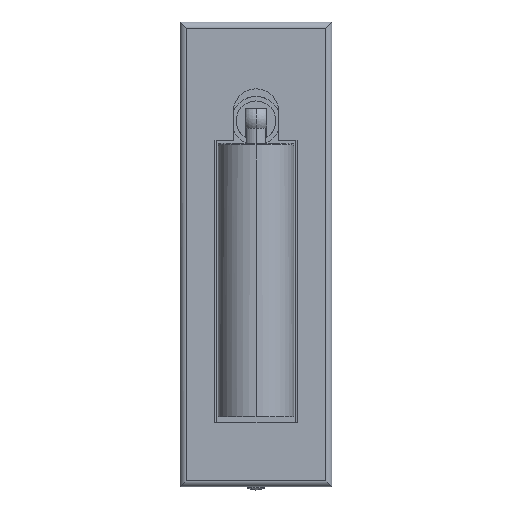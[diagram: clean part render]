
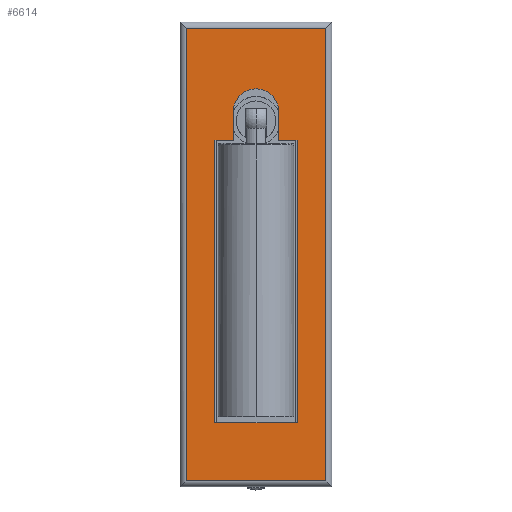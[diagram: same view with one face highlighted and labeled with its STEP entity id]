
A CAD part, top view. The second image highlights one B-rep face of the part: STEP entity #6614.
In plain terms, the highlighted planar face has unit normal (0, 0, 1).
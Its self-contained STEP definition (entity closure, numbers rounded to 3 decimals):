
#2 = CARTESIAN_POINT ( 'NONE',  ( 0., 49., 7.5 ) ) ;
#33 = ORIENTED_EDGE ( 'NONE', *, *, #7593, .T. ) ;
#47 = FACE_BOUND ( 'NONE', #1881, .T. ) ;
#48 = VECTOR ( 'NONE', #6717, 1000. ) ;
#75 = CARTESIAN_POINT ( 'NONE',  ( -7.5, 39.5, 7.5 ) ) ;
#93 = LINE ( 'NONE', #7374, #1042 ) ;
#110 = VERTEX_POINT ( 'NONE', #3488 ) ;
#112 = CARTESIAN_POINT ( 'NONE',  ( -7.5, 49., 7.5 ) ) ;
#117 = VERTEX_POINT ( 'NONE', #1537 ) ;
#424 = ORIENTED_EDGE ( 'NONE', *, *, #3034, .F. ) ;
#473 = LINE ( 'NONE', #2778, #3512 ) ;
#634 = CARTESIAN_POINT ( 'NONE',  ( 23., 78.5, 7.5 ) ) ;
#675 = CARTESIAN_POINT ( 'NONE',  ( -7.5, 39.5, 7.5 ) ) ;
#714 = EDGE_CURVE ( 'NONE', #5600, #738, #93, .T. ) ;
#738 = VERTEX_POINT ( 'NONE', #3082 ) ;
#946 = AXIS2_PLACEMENT_3D ( 'NONE', #2, #4149, #2351 ) ;
#957 = CARTESIAN_POINT ( 'NONE',  ( -23., -74.5, 7.5 ) ) ;
#1042 = VECTOR ( 'NONE', #6733, 1000. ) ;
#1061 = LINE ( 'NONE', #634, #7271 ) ;
#1106 = CARTESIAN_POINT ( 'NONE',  ( -23., -72.5, 7.5 ) ) ;
#1167 = VERTEX_POINT ( 'NONE', #1240 ) ;
#1190 = VERTEX_POINT ( 'NONE', #4546 ) ;
#1240 = CARTESIAN_POINT ( 'NONE',  ( 23., -72.5, 7.5 ) ) ;
#1281 = FACE_OUTER_BOUND ( 'NONE', #6122, .T. ) ;
#1318 = PLANE ( 'NONE',  #3261 ) ;
#1385 = VERTEX_POINT ( 'NONE', #1106 ) ;
#1456 = VERTEX_POINT ( 'NONE', #112 ) ;
#1533 = EDGE_CURVE ( 'NONE', #1456, #2046, #5034, .T. ) ;
#1537 = CARTESIAN_POINT ( 'NONE',  ( -23., 76.5, 7.5 ) ) ;
#1548 = DIRECTION ( 'NONE',  ( 0., -1., 0. ) ) ;
#1775 = DIRECTION ( 'NONE',  ( 0., 1., 0. ) ) ;
#1797 = CARTESIAN_POINT ( 'NONE',  ( -13.5, 39.5, 7.5 ) ) ;
#1860 = DIRECTION ( 'NONE',  ( -1., 0., 0. ) ) ;
#1874 = ORIENTED_EDGE ( 'NONE', *, *, #5019, .F. ) ;
#1881 = EDGE_LOOP ( 'NONE', ( #5268, #7008, #1874, #2529, #3971, #424, #7305, #5103 ) ) ;
#1897 = CARTESIAN_POINT ( 'NONE',  ( -13.5, 39.5, 7.5 ) ) ;
#1948 = EDGE_CURVE ( 'NONE', #2046, #6193, #4280, .T. ) ;
#1992 = DIRECTION ( 'NONE',  ( 0., 1., 0. ) ) ;
#2008 = LINE ( 'NONE', #957, #6973 ) ;
#2046 = VERTEX_POINT ( 'NONE', #675 ) ;
#2154 = VECTOR ( 'NONE', #1860, 1000. ) ;
#2206 = CARTESIAN_POINT ( 'NONE',  ( -13.5, -53.5, 7.5 ) ) ;
#2351 = DIRECTION ( 'NONE',  ( 1., 0., 0. ) ) ;
#2354 = CARTESIAN_POINT ( 'NONE',  ( 7.5, 49., 7.5 ) ) ;
#2529 = ORIENTED_EDGE ( 'NONE', *, *, #2754, .F. ) ;
#2535 = LINE ( 'NONE', #6102, #3562 ) ;
#2616 = VECTOR ( 'NONE', #7350, 1000. ) ;
#2626 = DIRECTION ( 'NONE',  ( 1., 0., 0. ) ) ;
#2714 = EDGE_CURVE ( 'NONE', #1167, #110, #1061, .T. ) ;
#2754 = EDGE_CURVE ( 'NONE', #4541, #6636, #6301, .T. ) ;
#2778 = CARTESIAN_POINT ( 'NONE',  ( -13.5, 39.5, 7.5 ) ) ;
#3031 = EDGE_CURVE ( 'NONE', #110, #117, #5499, .T. ) ;
#3034 = EDGE_CURVE ( 'NONE', #738, #1190, #2535, .T. ) ;
#3082 = CARTESIAN_POINT ( 'NONE',  ( 13.5, -53.5, 7.5 ) ) ;
#3261 = AXIS2_PLACEMENT_3D ( 'NONE', #4289, #3721, #7281 ) ;
#3347 = DIRECTION ( 'NONE',  ( -1., 0., 0. ) ) ;
#3389 = VECTOR ( 'NONE', #3347, 1000. ) ;
#3488 = CARTESIAN_POINT ( 'NONE',  ( 23., 76.5, 7.5 ) ) ;
#3499 = LINE ( 'NONE', #5263, #3389 ) ;
#3512 = VECTOR ( 'NONE', #1548, 1000. ) ;
#3562 = VECTOR ( 'NONE', #1775, 1000. ) ;
#3652 = CARTESIAN_POINT ( 'NONE',  ( -25., 76.5, 7.5 ) ) ;
#3721 = DIRECTION ( 'NONE',  ( 0., 0., 1. ) ) ;
#3971 = ORIENTED_EDGE ( 'NONE', *, *, #6861, .F. ) ;
#4149 = DIRECTION ( 'NONE',  ( 0., 0., 1. ) ) ;
#4280 = LINE ( 'NONE', #1797, #48 ) ;
#4289 = CARTESIAN_POINT ( 'NONE',  ( 0., -51.5, 7.5 ) ) ;
#4541 = VERTEX_POINT ( 'NONE', #6449 ) ;
#4546 = CARTESIAN_POINT ( 'NONE',  ( 13.5, 39.5, 7.5 ) ) ;
#4761 = DIRECTION ( 'NONE',  ( 0., -1., 0. ) ) ;
#4909 = ORIENTED_EDGE ( 'NONE', *, *, #5184, .T. ) ;
#4929 = CIRCLE ( 'NONE', #946, 7.5 ) ;
#5019 = EDGE_CURVE ( 'NONE', #6636, #1456, #4929, .T. ) ;
#5034 = LINE ( 'NONE', #75, #2616 ) ;
#5103 = ORIENTED_EDGE ( 'NONE', *, *, #6904, .F. ) ;
#5184 = EDGE_CURVE ( 'NONE', #1385, #1167, #5668, .T. ) ;
#5263 = CARTESIAN_POINT ( 'NONE',  ( 7.5, 39.5, 7.5 ) ) ;
#5268 = ORIENTED_EDGE ( 'NONE', *, *, #1948, .F. ) ;
#5325 = ORIENTED_EDGE ( 'NONE', *, *, #3031, .T. ) ;
#5499 = LINE ( 'NONE', #3652, #2154 ) ;
#5600 = VERTEX_POINT ( 'NONE', #2206 ) ;
#5668 = LINE ( 'NONE', #7430, #5738 ) ;
#5738 = VECTOR ( 'NONE', #2626, 1000. ) ;
#6102 = CARTESIAN_POINT ( 'NONE',  ( 13.5, 39.5, 7.5 ) ) ;
#6122 = EDGE_LOOP ( 'NONE', ( #4909, #7384, #5325, #33 ) ) ;
#6193 = VERTEX_POINT ( 'NONE', #1897 ) ;
#6201 = CARTESIAN_POINT ( 'NONE',  ( 7.5, 49., 7.5 ) ) ;
#6301 = LINE ( 'NONE', #6201, #7774 ) ;
#6449 = CARTESIAN_POINT ( 'NONE',  ( 7.5, 39.5, 7.5 ) ) ;
#6545 = DIRECTION ( 'NONE',  ( 0., 1., 0. ) ) ;
#6614 = ADVANCED_FACE ( 'NONE', ( #47, #1281 ), #1318, .T. ) ;
#6636 = VERTEX_POINT ( 'NONE', #2354 ) ;
#6717 = DIRECTION ( 'NONE',  ( -1., 0., 0. ) ) ;
#6733 = DIRECTION ( 'NONE',  ( 1., 0., 0. ) ) ;
#6861 = EDGE_CURVE ( 'NONE', #1190, #4541, #3499, .T. ) ;
#6904 = EDGE_CURVE ( 'NONE', #6193, #5600, #473, .T. ) ;
#6973 = VECTOR ( 'NONE', #4761, 1000. ) ;
#7008 = ORIENTED_EDGE ( 'NONE', *, *, #1533, .F. ) ;
#7271 = VECTOR ( 'NONE', #6545, 1000. ) ;
#7281 = DIRECTION ( 'NONE',  ( -1., 0., 0. ) ) ;
#7305 = ORIENTED_EDGE ( 'NONE', *, *, #714, .F. ) ;
#7350 = DIRECTION ( 'NONE',  ( 0., -1., 0. ) ) ;
#7374 = CARTESIAN_POINT ( 'NONE',  ( -13.5, -53.5, 7.5 ) ) ;
#7384 = ORIENTED_EDGE ( 'NONE', *, *, #2714, .T. ) ;
#7430 = CARTESIAN_POINT ( 'NONE',  ( 25., -72.5, 7.5 ) ) ;
#7593 = EDGE_CURVE ( 'NONE', #117, #1385, #2008, .T. ) ;
#7774 = VECTOR ( 'NONE', #1992, 1000. ) ;
